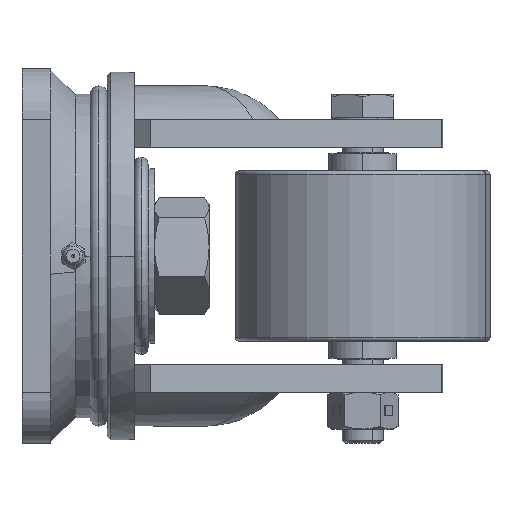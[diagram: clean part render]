
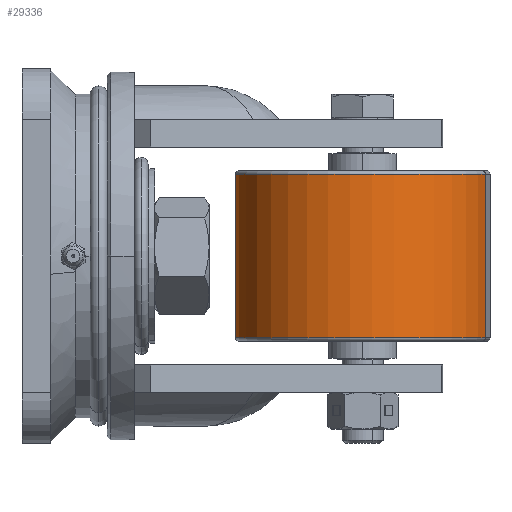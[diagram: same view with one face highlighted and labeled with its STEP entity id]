
A CAD part, left-side view. The second image highlights one B-rep face of the part: STEP entity #29336.
In plain terms, the highlighted cylindrical face has radius 37.5 mm (diameter 75 mm), a partial arc.
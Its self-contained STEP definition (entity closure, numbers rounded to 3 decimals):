
#1566 = CARTESIAN_POINT ( 'NONE',  ( 34.765, -136.076, -24. ) ) ;
#1917 = VECTOR ( 'NONE', #26450, 1000. ) ;
#2401 = AXIS2_PLACEMENT_3D ( 'NONE', #25393, #25388, #25313 ) ;
#2502 = AXIS2_PLACEMENT_3D ( 'NONE', #20897, #20791, #20547 ) ;
#2514 = CIRCLE ( 'NONE', #2401, 37.5 ) ;
#3006 = AXIS2_PLACEMENT_3D ( 'NONE', #15792, #15781, #15686 ) ;
#3457 = LINE ( 'NONE', #44834, #1917 ) ;
#4446 = ORIENTED_EDGE ( 'NONE', *, *, #21737, .T. ) ;
#4862 = EDGE_CURVE ( 'NONE', #45175, #6576, #3457, .T. ) ;
#6576 = VERTEX_POINT ( 'NONE', #1566 ) ;
#10506 = ORIENTED_EDGE ( 'NONE', *, *, #4862, .F. ) ;
#11063 = CIRCLE ( 'NONE', #3006, 37.5 ) ;
#11952 = CYLINDRICAL_SURFACE ( 'NONE', #2502, 37.5 ) ;
#13169 = CARTESIAN_POINT ( 'NONE',  ( 55.235, -63.924, -69.595 ) ) ;
#14304 = VERTEX_POINT ( 'NONE', #31541 ) ;
#15686 = DIRECTION ( 'NONE',  ( -0.273, -0.962, 0. ) ) ;
#15781 = DIRECTION ( 'NONE',  ( 0., 0., -1. ) ) ;
#15792 = CARTESIAN_POINT ( 'NONE',  ( 45., -100., 24. ) ) ;
#19140 = VERTEX_POINT ( 'NONE', #38309 ) ;
#20335 = DIRECTION ( 'NONE',  ( 0., 0., -1. ) ) ;
#20547 = DIRECTION ( 'NONE',  ( -0.273, -0.962, 0. ) ) ;
#20791 = DIRECTION ( 'NONE',  ( 0., 0., -1. ) ) ;
#20897 = CARTESIAN_POINT ( 'NONE',  ( 45., -100., -69.595 ) ) ;
#21328 = EDGE_CURVE ( 'NONE', #19140, #6576, #2514, .T. ) ;
#21737 = EDGE_CURVE ( 'NONE', #45175, #14304, #11063, .T. ) ;
#25105 = CARTESIAN_POINT ( 'NONE',  ( 34.765, -136.076, 24. ) ) ;
#25313 = DIRECTION ( 'NONE',  ( 0.273, 0.962, 0. ) ) ;
#25388 = DIRECTION ( 'NONE',  ( 0., 0., 1. ) ) ;
#25393 = CARTESIAN_POINT ( 'NONE',  ( 45., -100., -24. ) ) ;
#25473 = FACE_OUTER_BOUND ( 'NONE', #31589, .T. ) ;
#26450 = DIRECTION ( 'NONE',  ( 0., 0., -1. ) ) ;
#28336 = LINE ( 'NONE', #13169, #36581 ) ;
#29336 = ADVANCED_FACE ( 'NONE', ( #25473 ), #11952, .T. ) ;
#31541 = CARTESIAN_POINT ( 'NONE',  ( 55.235, -63.924, 24. ) ) ;
#31589 = EDGE_LOOP ( 'NONE', ( #4446, #43103, #34461, #10506 ) ) ;
#34461 = ORIENTED_EDGE ( 'NONE', *, *, #21328, .T. ) ;
#36581 = VECTOR ( 'NONE', #20335, 1000. ) ;
#38309 = CARTESIAN_POINT ( 'NONE',  ( 55.235, -63.924, -24. ) ) ;
#39887 = EDGE_CURVE ( 'NONE', #14304, #19140, #28336, .T. ) ;
#43103 = ORIENTED_EDGE ( 'NONE', *, *, #39887, .T. ) ;
#44834 = CARTESIAN_POINT ( 'NONE',  ( 34.765, -136.076, -69.595 ) ) ;
#45175 = VERTEX_POINT ( 'NONE', #25105 ) ;
